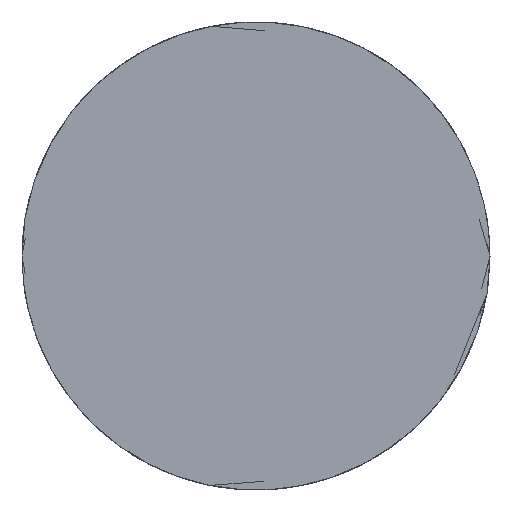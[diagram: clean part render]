
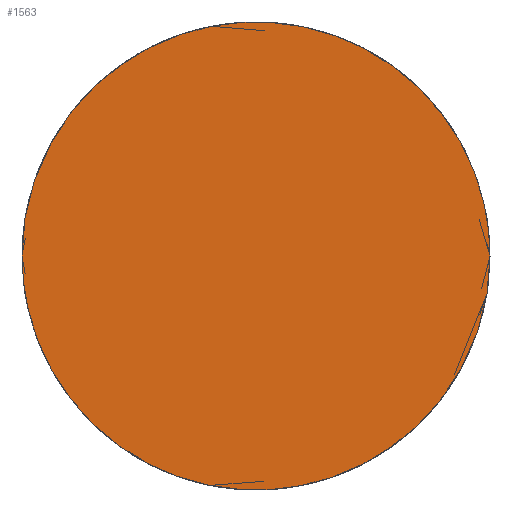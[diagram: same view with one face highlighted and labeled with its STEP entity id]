
A CAD part, left-side view. The second image highlights one B-rep face of the part: STEP entity #1563.
In plain terms, the highlighted free-form (B-spline) face has degree [1, 1] with [2, 2] control points.
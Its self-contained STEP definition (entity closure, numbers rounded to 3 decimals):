
#21 = EDGE_CURVE('',#22,#24,#26,.T.);
#22 = VERTEX_POINT('',#23);
#23 = CARTESIAN_POINT('',(0.,4.467,0.));
#24 = VERTEX_POINT('',#25);
#25 = CARTESIAN_POINT('',(0.,-4.467,
    0.));
#26 = ( BOUNDED_CURVE() B_SPLINE_CURVE(2,(#27,#28,#29,#30,#31),
.UNSPECIFIED.,.F.,.F.) B_SPLINE_CURVE_WITH_KNOTS((3,2,3),(0.,
1.571,3.142),.PIECEWISE_BEZIER_KNOTS.) CURVE() 
GEOMETRIC_REPRESENTATION_ITEM() RATIONAL_B_SPLINE_CURVE((1.,
0.707,1.,0.707,1.)) REPRESENTATION_ITEM('') );
#27 = CARTESIAN_POINT('',(0.,4.467,0.));
#28 = CARTESIAN_POINT('',(0.,4.467,
    4.467));
#29 = CARTESIAN_POINT('',(0.,0.,
    4.467));
#30 = CARTESIAN_POINT('',(0.,-4.467,
    4.467));
#31 = CARTESIAN_POINT('',(0.,-4.467,
    0.));
#108 = EDGE_CURVE('',#24,#22,#109,.T.);
#109 = ( BOUNDED_CURVE() B_SPLINE_CURVE(2,(#110,#111,#112,#113,#114),
.UNSPECIFIED.,.F.,.F.) B_SPLINE_CURVE_WITH_KNOTS((3,2,3),(3.142,
4.712,6.283),.PIECEWISE_BEZIER_KNOTS.) CURVE() 
GEOMETRIC_REPRESENTATION_ITEM() RATIONAL_B_SPLINE_CURVE((1.,
0.707,1.,0.707,1.)) REPRESENTATION_ITEM('') );
#110 = CARTESIAN_POINT('',(0.,-4.467,
    0.));
#111 = CARTESIAN_POINT('',(0.,-4.467,
    -4.467));
#112 = CARTESIAN_POINT('',(0.,0.,
    -4.467));
#113 = CARTESIAN_POINT('',(0.,4.467,
    -4.467));
#114 = CARTESIAN_POINT('',(0.,4.467,
    0.));
#1563 = ADVANCED_FACE('',(#1564),#1568,.T.);
#1564 = FACE_BOUND('',#1565,.T.);
#1565 = EDGE_LOOP('',(#1566,#1567));
#1566 = ORIENTED_EDGE('',*,*,#21,.F.);
#1567 = ORIENTED_EDGE('',*,*,#108,.F.);
#1568 = B_SPLINE_SURFACE_WITH_KNOTS('',1,1,(
    (#1569,#1570)
    ,(#1571,#1572
    )),.UNSPECIFIED.,.F.,.F.,.F.,(2,2),(2,2),(-3.,3.),(-3.,3.),
  .PIECEWISE_BEZIER_KNOTS.);
#1569 = CARTESIAN_POINT('',(0.,4.467,
    -4.467));
#1570 = CARTESIAN_POINT('',(0.,4.467,
    4.467));
#1571 = CARTESIAN_POINT('',(0.,-4.467,
    -4.467));
#1572 = CARTESIAN_POINT('',(0.,-4.467,
    4.467));
